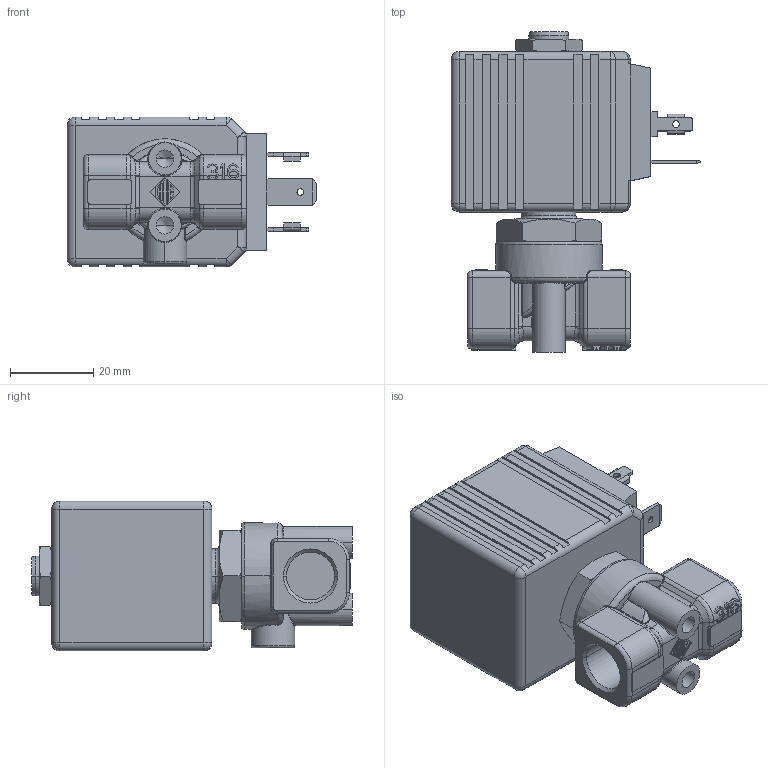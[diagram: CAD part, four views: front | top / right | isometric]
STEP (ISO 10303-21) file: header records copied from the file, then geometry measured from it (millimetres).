
FILE_DESCRIPTION((''),'2;1');
FILE_NAME('PRT0001','2015-04-21T',('fmoretti'),('O.D.E.'),'PRO/ENGINEER BY PARAMETRIC TECHNOLOGY CORPORATION, 2012420','PRO/ENGINEER BY PARAMETRIC TECHNOLOGY CORPORATION, 2012420','');
FILE_SCHEMA(('CONFIG_CONTROL_DESIGN','SHAPE_APPEARANCE_LAYERS_GROUPS'));
Length unit declared in the file: millimetre
Products named in the file (1): PRT0001
Bounding box: 60 x 76.9 x 36 mm (x, y, z)
Volume: 56004.9 mm3; surface area: 29045.4 mm2
Topology: 1 solids, 29 shells, 1071 faces, 2709 edges, 1722 vertices
Faces by surface type: plane 686, cylinder 194, bspline 76, cone 57, torus 33, sphere 25
Entity records: 42653 total; most frequent: CARTESIAN_POINT 9823, ORIENTED_EDGE 5401, DIRECTION 4899, EDGE_CURVE 2702, VECTOR 1777, LINE 1777, PRESENTATION_STYLE_ASSIGNMENT 1771, STYLED_ITEM 1771
